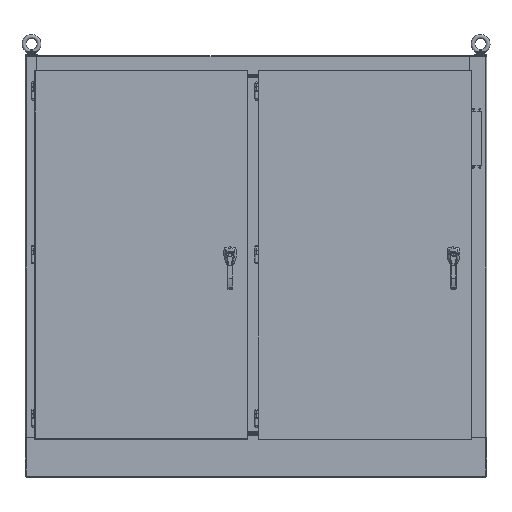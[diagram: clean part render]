
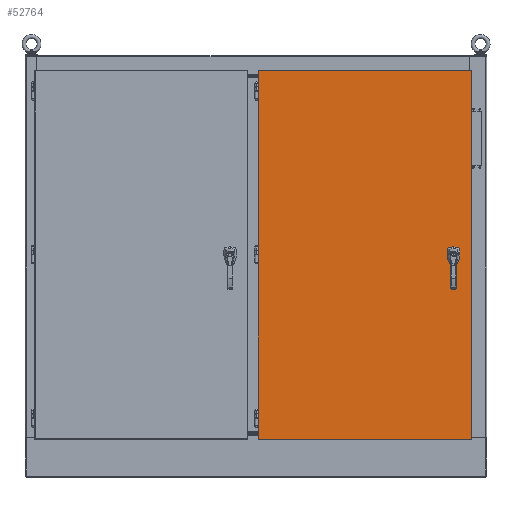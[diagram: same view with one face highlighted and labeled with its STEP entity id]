
A CAD part, top view. The second image highlights one B-rep face of the part: STEP entity #52764.
In plain terms, the highlighted face is planar.
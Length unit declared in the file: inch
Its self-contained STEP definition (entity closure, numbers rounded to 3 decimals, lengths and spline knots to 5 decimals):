
#13705 = CARTESIAN_POINT ( 'NONE',  ( 76.24878, -25.24331, 6.37504 ) ) ;
#16183 = LINE ( 'NONE', #95526, #122599 ) ;
#16590 = CARTESIAN_POINT ( 'NONE',  ( 39.74883, -25.24331, 6.37504 ) ) ;
#16810 = PLANE ( 'NONE',  #161374 ) ;
#18466 = CARTESIAN_POINT ( 'NONE',  ( 38.24882, -25.24331, 0. ) ) ;
#19074 = ORIENTED_EDGE ( 'NONE', *, *, #27233, .F. ) ;
#22560 = LINE ( 'NONE', #16590, #120951 ) ;
#27233 = EDGE_CURVE ( 'NONE', #125818, #73796, #50634, .T. ) ;
#40245 = VERTEX_POINT ( 'NONE', #48231 ) ;
#43009 = DIRECTION ( 'NONE',  ( 1., 0., 0. ) ) ;
#46968 = FACE_OUTER_BOUND ( 'NONE', #84316, .T. ) ;
#47145 = VECTOR ( 'NONE', #136068, 39.37008 ) ;
#47751 = ORIENTED_EDGE ( 'NONE', *, *, #164707, .T. ) ;
#48231 = CARTESIAN_POINT ( 'NONE',  ( 39.74883, -25.24331, 6.37504 ) ) ;
#50634 = LINE ( 'NONE', #69794, #130837 ) ;
#52764 = ADVANCED_FACE ( 'NONE', ( #46968 ), #16810, .T. ) ;
#69794 = CARTESIAN_POINT ( 'NONE',  ( 76.24878, -25.24331, 69.50003 ) ) ;
#73796 = VERTEX_POINT ( 'NONE', #13705 ) ;
#78454 = ORIENTED_EDGE ( 'NONE', *, *, #148834, .F. ) ;
#84316 = EDGE_LOOP ( 'NONE', ( #47751, #88464, #19074, #78454 ) ) ;
#85975 = DIRECTION ( 'NONE',  ( 0., 0., -1. ) ) ;
#88464 = ORIENTED_EDGE ( 'NONE', *, *, #136924, .T. ) ;
#95526 = CARTESIAN_POINT ( 'NONE',  ( 39.74883, -25.24331, 69.50003 ) ) ;
#97036 = DIRECTION ( 'NONE',  ( 1., 0., 0. ) ) ;
#120951 = VECTOR ( 'NONE', #43009, 39.37008 ) ;
#122599 = VECTOR ( 'NONE', #158297, 39.37008 ) ;
#123331 = DIRECTION ( 'NONE',  ( 0., -1., 0. ) ) ;
#123375 = LINE ( 'NONE', #147885, #47145 ) ;
#125818 = VERTEX_POINT ( 'NONE', #155761 ) ;
#130837 = VECTOR ( 'NONE', #85975, 39.37008 ) ;
#136068 = DIRECTION ( 'NONE',  ( 0., 0., -1. ) ) ;
#136924 = EDGE_CURVE ( 'NONE', #40245, #73796, #22560, .T. ) ;
#147885 = CARTESIAN_POINT ( 'NONE',  ( 39.74883, -25.24331, 69.50003 ) ) ;
#148834 = EDGE_CURVE ( 'NONE', #162467, #125818, #16183, .T. ) ;
#155761 = CARTESIAN_POINT ( 'NONE',  ( 76.24878, -25.24331, 69.50003 ) ) ;
#156348 = CARTESIAN_POINT ( 'NONE',  ( 39.74883, -25.24331, 69.50003 ) ) ;
#158297 = DIRECTION ( 'NONE',  ( 1., 0., 0. ) ) ;
#161374 = AXIS2_PLACEMENT_3D ( 'NONE', #18466, #123331, #97036 ) ;
#162467 = VERTEX_POINT ( 'NONE', #156348 ) ;
#164707 = EDGE_CURVE ( 'NONE', #162467, #40245, #123375, .T. ) ;
